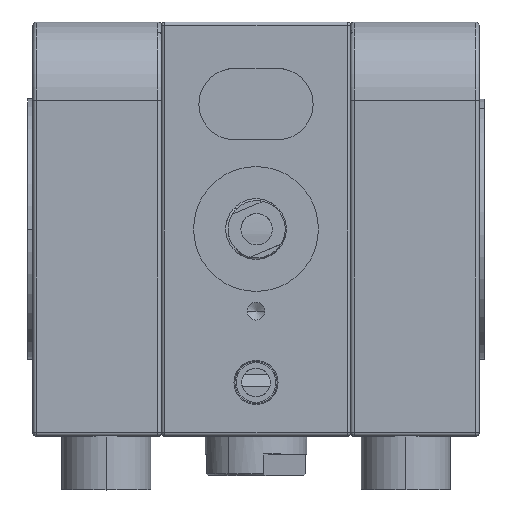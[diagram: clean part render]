
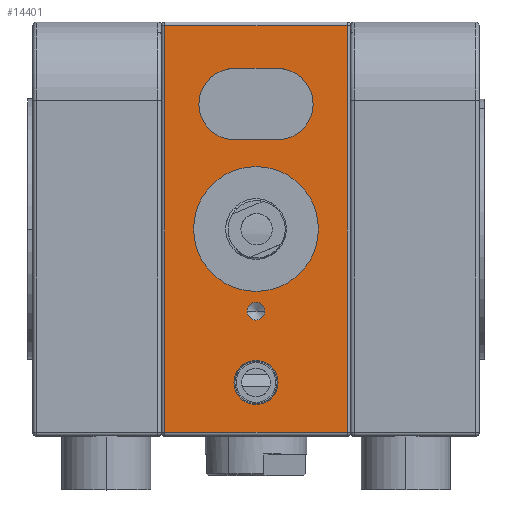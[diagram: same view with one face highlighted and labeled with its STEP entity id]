
A CAD part, top view. The second image highlights one B-rep face of the part: STEP entity #14401.
In plain terms, the highlighted planar face has unit normal (0, 0, 1).
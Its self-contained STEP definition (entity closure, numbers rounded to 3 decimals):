
#292 = LINE ( 'NONE', #22448, #15388 ) ;
#368 = CIRCLE ( 'NONE', #17019, 2.5 ) ;
#386 = CARTESIAN_POINT ( 'NONE',  ( 6., 35., 37.5 ) ) ;
#640 = EDGE_CURVE ( 'NONE', #11603, #5073, #292, .T. ) ;
#687 = DIRECTION ( 'NONE',  ( 1., 0., 0. ) ) ;
#911 = DIRECTION ( 'NONE',  ( 0., 0., 1. ) ) ;
#1045 = CARTESIAN_POINT ( 'NONE',  ( 0., -43., 37.5 ) ) ;
#1056 = VERTEX_POINT ( 'NONE', #22068 ) ;
#1108 = DIRECTION ( 'NONE',  ( 1., 0., 0. ) ) ;
#1158 = CARTESIAN_POINT ( 'NONE',  ( -6., 25., 37.5 ) ) ;
#1199 = DIRECTION ( 'NONE',  ( -1., 0., 0. ) ) ;
#1477 = CARTESIAN_POINT ( 'NONE',  ( 6.183, -43., 37.5 ) ) ;
#1552 = EDGE_LOOP ( 'NONE', ( #18036, #18553, #10663, #10920 ) ) ;
#1853 = EDGE_LOOP ( 'NONE', ( #2876, #3626 ) ) ;
#2038 = VERTEX_POINT ( 'NONE', #20938 ) ;
#2060 = CIRCLE ( 'NONE', #17148, 10. ) ;
#2120 = EDGE_CURVE ( 'NONE', #14471, #1056, #21405, .T. ) ;
#2212 = VERTEX_POINT ( 'NONE', #11617 ) ;
#2522 = DIRECTION ( 'NONE',  ( 0., 1., 0. ) ) ;
#2876 = ORIENTED_EDGE ( 'NONE', *, *, #22783, .F. ) ;
#3388 = EDGE_LOOP ( 'NONE', ( #18323, #9620 ) ) ;
#3474 = EDGE_CURVE ( 'NONE', #21655, #20858, #17225, .T. ) ;
#3626 = ORIENTED_EDGE ( 'NONE', *, *, #18417, .F. ) ;
#4844 = AXIS2_PLACEMENT_3D ( 'NONE', #14091, #10443, #1108 ) ;
#5073 = VERTEX_POINT ( 'NONE', #16232 ) ;
#5198 = VECTOR ( 'NONE', #8548, 1000. ) ;
#5263 = EDGE_CURVE ( 'NONE', #10138, #9427, #2060, .T. ) ;
#5624 = CIRCLE ( 'NONE', #4844, 6.183 ) ;
#5744 = CARTESIAN_POINT ( 'NONE',  ( -6., 45., 37.5 ) ) ;
#5787 = AXIS2_PLACEMENT_3D ( 'NONE', #386, #7776, #19396 ) ;
#5967 = VERTEX_POINT ( 'NONE', #1477 ) ;
#6013 = CARTESIAN_POINT ( 'NONE',  ( 16., 35., 37.5 ) ) ;
#6360 = AXIS2_PLACEMENT_3D ( 'NONE', #15741, #17418, #15493 ) ;
#6402 = DIRECTION ( 'NONE',  ( 0., 0., 1. ) ) ;
#6703 = DIRECTION ( 'NONE',  ( 1., 0., 0. ) ) ;
#6740 = FACE_OUTER_BOUND ( 'NONE', #1552, .T. ) ;
#6780 = EDGE_CURVE ( 'NONE', #1056, #10138, #9693, .T. ) ;
#7210 = ORIENTED_EDGE ( 'NONE', *, *, #2120, .F. ) ;
#7506 = AXIS2_PLACEMENT_3D ( 'NONE', #19520, #6402, #10307 ) ;
#7541 = CIRCLE ( 'NONE', #9098, 17.5 ) ;
#7758 = CARTESIAN_POINT ( 'NONE',  ( 6., 45., 37.5 ) ) ;
#7776 = DIRECTION ( 'NONE',  ( 0., 0., 1. ) ) ;
#7789 = AXIS2_PLACEMENT_3D ( 'NONE', #21082, #19148, #2522 ) ;
#7882 = VECTOR ( 'NONE', #11546, 1000. ) ;
#8436 = DIRECTION ( 'NONE',  ( 0., 0., 1. ) ) ;
#8461 = FACE_BOUND ( 'NONE', #1853, .T. ) ;
#8548 = DIRECTION ( 'NONE',  ( 1., 0., 0. ) ) ;
#9098 = AXIS2_PLACEMENT_3D ( 'NONE', #17865, #911, #6703 ) ;
#9427 = VERTEX_POINT ( 'NONE', #7758 ) ;
#9620 = ORIENTED_EDGE ( 'NONE', *, *, #13217, .F. ) ;
#9693 = CIRCLE ( 'NONE', #5787, 10. ) ;
#10138 = VERTEX_POINT ( 'NONE', #6013 ) ;
#10264 = DIRECTION ( 'NONE',  ( 0., 0., 1. ) ) ;
#10307 = DIRECTION ( 'NONE',  ( 1., 0., 0. ) ) ;
#10415 = EDGE_CURVE ( 'NONE', #9427, #18077, #14641, .T. ) ;
#10443 = DIRECTION ( 'NONE',  ( 0., 0., 1. ) ) ;
#10644 = CARTESIAN_POINT ( 'NONE',  ( 25.5, 58., 37.5 ) ) ;
#10663 = ORIENTED_EDGE ( 'NONE', *, *, #11594, .T. ) ;
#10920 = ORIENTED_EDGE ( 'NONE', *, *, #19267, .T. ) ;
#11316 = VERTEX_POINT ( 'NONE', #17316 ) ;
#11546 = DIRECTION ( 'NONE',  ( 0., -1., 0. ) ) ;
#11594 = EDGE_CURVE ( 'NONE', #5073, #2038, #19627, .T. ) ;
#11603 = VERTEX_POINT ( 'NONE', #16319 ) ;
#11617 = CARTESIAN_POINT ( 'NONE',  ( -6.183, -43., 37.5 ) ) ;
#12196 = CIRCLE ( 'NONE', #18390, 10. ) ;
#12454 = DIRECTION ( 'NONE',  ( 0., 1., 0. ) ) ;
#12457 = VECTOR ( 'NONE', #13169, 1000. ) ;
#12479 = LINE ( 'NONE', #16229, #12948 ) ;
#12686 = ORIENTED_EDGE ( 'NONE', *, *, #5263, .F. ) ;
#12810 = EDGE_CURVE ( 'NONE', #11316, #11603, #21117, .T. ) ;
#12826 = EDGE_LOOP ( 'NONE', ( #23522, #17982 ) ) ;
#12870 = DIRECTION ( 'NONE',  ( 0., 0., 1. ) ) ;
#12948 = VECTOR ( 'NONE', #1199, 1000. ) ;
#13169 = DIRECTION ( 'NONE',  ( -1., 0., 0. ) ) ;
#13217 = EDGE_CURVE ( 'NONE', #20858, #21655, #368, .T. ) ;
#13685 = FACE_BOUND ( 'NONE', #12826, .T. ) ;
#14091 = CARTESIAN_POINT ( 'NONE',  ( 0., -43., 37.5 ) ) ;
#14149 = ORIENTED_EDGE ( 'NONE', *, *, #6780, .F. ) ;
#14166 = FACE_BOUND ( 'NONE', #3388, .T. ) ;
#14401 = ADVANCED_FACE ( 'NONE', ( #6740, #17789, #8461, #13685, #14166 ), #21199, .F. ) ;
#14471 = VERTEX_POINT ( 'NONE', #18269 ) ;
#14641 = LINE ( 'NONE', #5744, #12457 ) ;
#14807 = CARTESIAN_POINT ( 'NONE',  ( -6., 35., 37.5 ) ) ;
#14866 = EDGE_CURVE ( 'NONE', #2212, #5967, #22127, .T. ) ;
#15388 = VECTOR ( 'NONE', #22219, 1000. ) ;
#15493 = DIRECTION ( 'NONE',  ( 1., 0., 0. ) ) ;
#15724 = DIRECTION ( 'NONE',  ( 1., 0., 0. ) ) ;
#15741 = CARTESIAN_POINT ( 'NONE',  ( 0., -23., 37.5 ) ) ;
#16229 = CARTESIAN_POINT ( 'NONE',  ( 26.5, 57., 37.5 ) ) ;
#16232 = CARTESIAN_POINT ( 'NONE',  ( 25.5, -57., 37.5 ) ) ;
#16319 = CARTESIAN_POINT ( 'NONE',  ( -25.5, -57., 37.5 ) ) ;
#16470 = ORIENTED_EDGE ( 'NONE', *, *, #10415, .F. ) ;
#16535 = CARTESIAN_POINT ( 'NONE',  ( -17.5, 0., 37.5 ) ) ;
#16684 = CARTESIAN_POINT ( 'NONE',  ( -2.5, -23., 37.5 ) ) ;
#17019 = AXIS2_PLACEMENT_3D ( 'NONE', #21058, #10264, #15724 ) ;
#17115 = VECTOR ( 'NONE', #12454, 1000. ) ;
#17148 = AXIS2_PLACEMENT_3D ( 'NONE', #20928, #17287, #687 ) ;
#17225 = CIRCLE ( 'NONE', #6360, 2.5 ) ;
#17228 = CARTESIAN_POINT ( 'NONE',  ( -25.5, 58., 37.5 ) ) ;
#17287 = DIRECTION ( 'NONE',  ( 0., 0., 1. ) ) ;
#17316 = CARTESIAN_POINT ( 'NONE',  ( -25.5, 57., 37.5 ) ) ;
#17365 = EDGE_LOOP ( 'NONE', ( #7210, #19144, #16470, #12686, #14149 ) ) ;
#17418 = DIRECTION ( 'NONE',  ( 0., 0., 1. ) ) ;
#17789 = FACE_BOUND ( 'NONE', #17365, .T. ) ;
#17865 = CARTESIAN_POINT ( 'NONE',  ( 0., 0., 37.5 ) ) ;
#17959 = CIRCLE ( 'NONE', #7506, 17.5 ) ;
#17982 = ORIENTED_EDGE ( 'NONE', *, *, #14866, .F. ) ;
#18036 = ORIENTED_EDGE ( 'NONE', *, *, #12810, .T. ) ;
#18077 = VERTEX_POINT ( 'NONE', #23839 ) ;
#18269 = CARTESIAN_POINT ( 'NONE',  ( -6., 25., 37.5 ) ) ;
#18323 = ORIENTED_EDGE ( 'NONE', *, *, #3474, .F. ) ;
#18390 = AXIS2_PLACEMENT_3D ( 'NONE', #14807, #12870, #21707 ) ;
#18417 = EDGE_CURVE ( 'NONE', #18555, #23453, #7541, .T. ) ;
#18553 = ORIENTED_EDGE ( 'NONE', *, *, #640, .T. ) ;
#18555 = VERTEX_POINT ( 'NONE', #16535 ) ;
#19144 = ORIENTED_EDGE ( 'NONE', *, *, #20069, .F. ) ;
#19148 = DIRECTION ( 'NONE',  ( 0., 0., -1. ) ) ;
#19267 = EDGE_CURVE ( 'NONE', #2038, #11316, #12479, .T. ) ;
#19396 = DIRECTION ( 'NONE',  ( 1., 0., 0. ) ) ;
#19520 = CARTESIAN_POINT ( 'NONE',  ( 0., 0., 37.5 ) ) ;
#19627 = LINE ( 'NONE', #10644, #17115 ) ;
#20069 = EDGE_CURVE ( 'NONE', #18077, #14471, #12196, .T. ) ;
#20858 = VERTEX_POINT ( 'NONE', #16684 ) ;
#20928 = CARTESIAN_POINT ( 'NONE',  ( 6., 35., 37.5 ) ) ;
#20938 = CARTESIAN_POINT ( 'NONE',  ( 25.5, 57., 37.5 ) ) ;
#21058 = CARTESIAN_POINT ( 'NONE',  ( 0., -23., 37.5 ) ) ;
#21082 = CARTESIAN_POINT ( 'NONE',  ( 26.5, 58., 37.5 ) ) ;
#21117 = LINE ( 'NONE', #17228, #7882 ) ;
#21199 = PLANE ( 'NONE',  #7789 ) ;
#21405 = LINE ( 'NONE', #1158, #5198 ) ;
#21655 = VERTEX_POINT ( 'NONE', #21687 ) ;
#21687 = CARTESIAN_POINT ( 'NONE',  ( 2.5, -23., 37.5 ) ) ;
#21707 = DIRECTION ( 'NONE',  ( 1., 0., 0. ) ) ;
#22068 = CARTESIAN_POINT ( 'NONE',  ( 6., 25., 37.5 ) ) ;
#22127 = CIRCLE ( 'NONE', #22902, 6.183 ) ;
#22219 = DIRECTION ( 'NONE',  ( 1., 0., 0. ) ) ;
#22323 = CARTESIAN_POINT ( 'NONE',  ( 17.5, 0., 37.5 ) ) ;
#22448 = CARTESIAN_POINT ( 'NONE',  ( 26.5, -57., 37.5 ) ) ;
#22783 = EDGE_CURVE ( 'NONE', #23453, #18555, #17959, .T. ) ;
#22902 = AXIS2_PLACEMENT_3D ( 'NONE', #1045, #8436, #22964 ) ;
#22964 = DIRECTION ( 'NONE',  ( 1., 0., 0. ) ) ;
#23453 = VERTEX_POINT ( 'NONE', #22323 ) ;
#23522 = ORIENTED_EDGE ( 'NONE', *, *, #23752, .F. ) ;
#23752 = EDGE_CURVE ( 'NONE', #5967, #2212, #5624, .T. ) ;
#23839 = CARTESIAN_POINT ( 'NONE',  ( -6., 45., 37.5 ) ) ;
